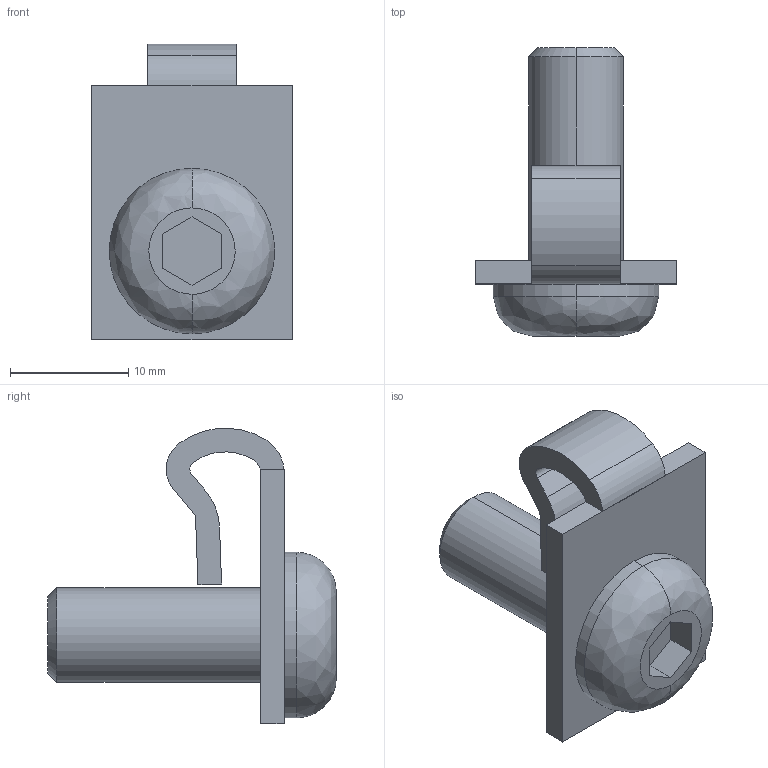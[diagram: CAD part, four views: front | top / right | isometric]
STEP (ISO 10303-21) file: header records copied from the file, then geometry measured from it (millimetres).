
FILE_DESCRIPTION (( 'STEP AP214' ), '1' );
FILE_NAME ('-7128020', '2019-02-04T10:14:13', ( '' ), ('JUGARD+KÜNSTNER GmbH'), 'SwSTEP 2.0', 'SolidWorks 2017', '' );
FILE_SCHEMA (( 'AUTOMOTIVE_DESIGN' ));
Length unit declared in the file: millimetre
Products named in the file (1): -7128020_CNAJF00
Bounding box: 17 x 24.4 x 24.99 mm (x, y, z)
Volume: 2467.7 mm3; surface area: 1888.4 mm2
Topology: 1 solids, 1 shells, 37 faces, 92 edges, 60 vertices
Faces by surface type: plane 22, cylinder 11, bspline 2, cone 2
Entity records: 1156 total; most frequent: CARTESIAN_POINT 226, DIRECTION 188, ORIENTED_EDGE 184, EDGE_CURVE 92, LINE 64, VECTOR 64, AXIS2_PLACEMENT_3D 62, VERTEX_POINT 60
